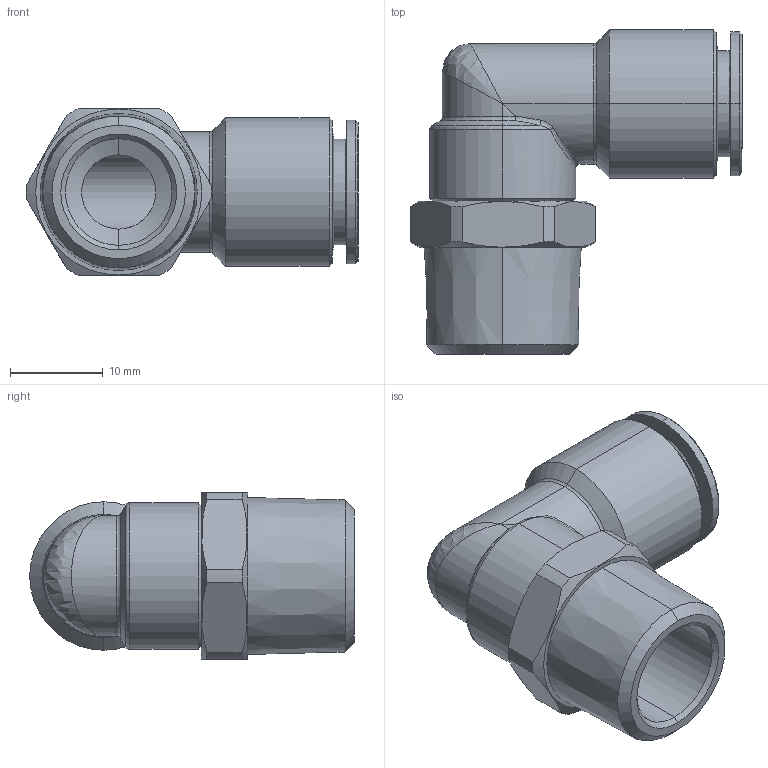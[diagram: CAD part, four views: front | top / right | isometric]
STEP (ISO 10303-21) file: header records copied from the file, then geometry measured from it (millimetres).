
FILE_DESCRIPTION (( 'STEP AP203' ), '1' );
FILE_NAME ('A0050053.STEP', '2009-11-20T09:06:46', ( 'Alain' ), ( 'Sopra-pneumatic' ), 'SwSTEP 2.0', 'SolidWorks 2009', '' );
FILE_SCHEMA (( 'CONFIG_CONTROL_DESIGN' ));
Length unit declared in the file: millimetre
Products named in the file (1): A0050053
Bounding box: 35.8 x 35 x 18 mm (x, y, z)
Volume: 5840.5 mm3; surface area: 4745.8 mm2
Topology: 1 solids, 1 shells, 85 faces, 197 edges, 116 vertices
Faces by surface type: cone 31, cylinder 27, plane 13, torus 8, bspline 6
Entity records: 3895 total; most frequent: CARTESIAN_POINT 1915, DIRECTION 416, ORIENTED_EDGE 390, EDGE_CURVE 195, AXIS2_PLACEMENT_3D 177, VERTEX_POINT 116, CIRCLE 97, EDGE_LOOP 91
